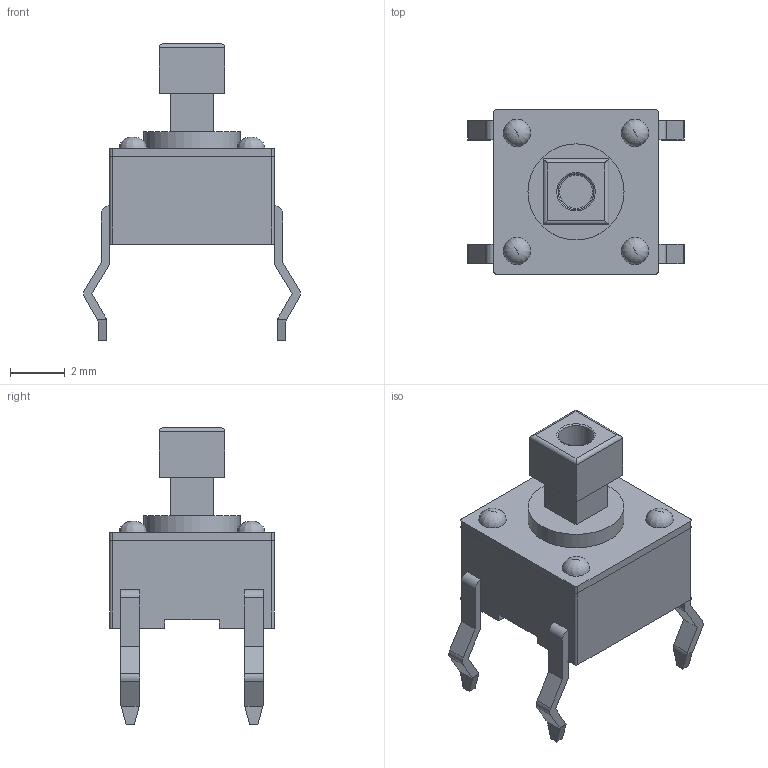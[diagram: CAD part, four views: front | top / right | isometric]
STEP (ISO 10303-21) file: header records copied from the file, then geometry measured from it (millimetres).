
FILE_DESCRIPTION(('STEP AP214'), '1');
FILE_NAME('TS6-THT-SQ', '', ('UNSPECIFIED'), ('UNSPECIFIED'), 'ASCON STEP Converter 1.6', 'ASCON Math Kernel', '');
FILE_SCHEMA(('AUTOMOTIVE_DESIGN { 1 0 10303 214 3 1 1}'));
Length unit declared in the file: millimetre
Bounding box: 7.9 x 6 x 10.8 mm (x, y, z)
Volume: 142 mm3; surface area: 336.1 mm2
Topology: 7 solids, 7 shells, 155 faces, 377 edges, 248 vertices
Faces by surface type: plane 106, cylinder 43, bspline 4, torus 2
Full cylindrical faces by diameter (mm): 0.8 x8, 1 x4, 1.3 x1, 3.5 x2
Entity records: 6162 total; most frequent: CARTESIAN_POINT 1224, DIRECTION 732, ORIENTED_EDGE 712, EDGE_CURVE 356, LINE 260, VECTOR 260, VERTEX_POINT 248, AXIS2_PLACEMENT_3D 236
